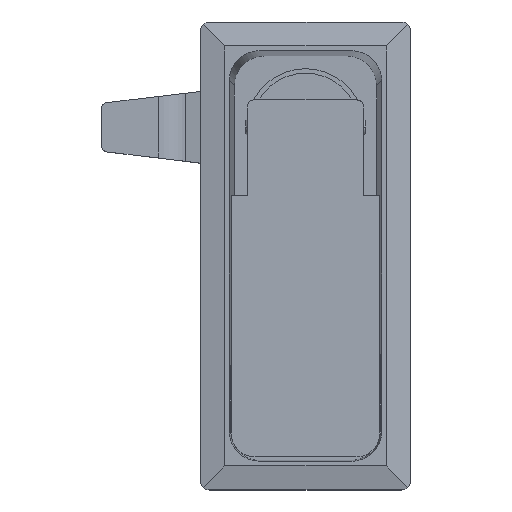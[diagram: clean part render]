
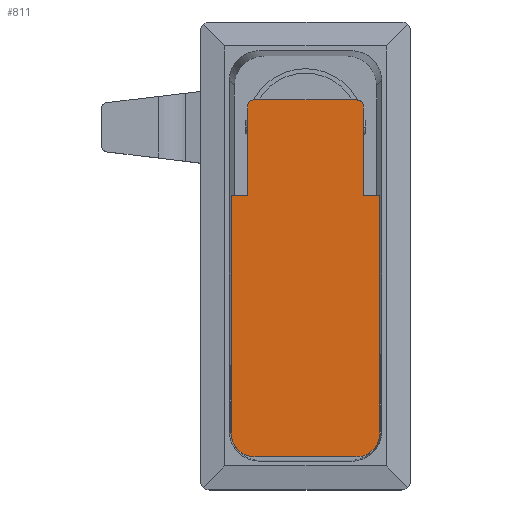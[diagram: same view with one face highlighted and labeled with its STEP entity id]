
A CAD part, top view. The second image highlights one B-rep face of the part: STEP entity #811.
In plain terms, the highlighted planar face has unit normal (0, 0, 1).
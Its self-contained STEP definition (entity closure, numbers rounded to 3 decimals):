
#683 = VERTEX_POINT ( 'NONE', #10998 ) ;
#684 = EDGE_CURVE ( 'NONE', #11861, #714, #11043, .T. ) ;
#714 = VERTEX_POINT ( 'NONE', #11032 ) ;
#732 = EDGE_LOOP ( 'NONE', ( #822, #756, #805, #7691, #853, #848, #7692, #832, #852, #7708, #817, #7700 ) ) ;
#736 = EDGE_CURVE ( 'NONE', #11837, #826, #9974, .T. ) ;
#742 = VERTEX_POINT ( 'NONE', #11135 ) ;
#756 = ORIENTED_EDGE ( 'NONE', *, *, #736, .T. ) ;
#805 = ORIENTED_EDGE ( 'NONE', *, *, #11765, .F. ) ;
#809 = VERTEX_POINT ( 'NONE', #11220 ) ;
#811 = ADVANCED_FACE ( 'NONE', ( #11256 ), #11253, .F. ) ;
#812 = EDGE_CURVE ( 'NONE', #683, #809, #11251, .T. ) ;
#817 = ORIENTED_EDGE ( 'NONE', *, *, #7707, .T. ) ;
#822 = ORIENTED_EDGE ( 'NONE', *, *, #11854, .T. ) ;
#826 = VERTEX_POINT ( 'NONE', #11250 ) ;
#832 = ORIENTED_EDGE ( 'NONE', *, *, #876, .T. ) ;
#843 = VERTEX_POINT ( 'NONE', #11275 ) ;
#848 = ORIENTED_EDGE ( 'NONE', *, *, #7702, .T. ) ;
#851 = EDGE_CURVE ( 'NONE', #843, #714, #11299, .T. ) ;
#852 = ORIENTED_EDGE ( 'NONE', *, *, #684, .T. ) ;
#853 = ORIENTED_EDGE ( 'NONE', *, *, #812, .T. ) ;
#873 = VERTEX_POINT ( 'NONE', #11333 ) ;
#876 = EDGE_CURVE ( 'NONE', #742, #11861, #11318, .T. ) ;
#2011 = DIRECTION ( 'NONE',  ( -1., 0., 0. ) ) ;
#2012 = VECTOR ( 'NONE', #2011, 1000. ) ;
#2013 = CARTESIAN_POINT ( 'NONE',  ( 12.4, -11.5, 0. ) ) ;
#2014 = LINE ( 'NONE', #2013, #2012 ) ;
#2015 = CARTESIAN_POINT ( 'NONE',  ( 9.65, 3.5, 0. ) ) ;
#2016 = CARTESIAN_POINT ( 'NONE',  ( -8.405, -55., 0. ) ) ;
#2017 = CARTESIAN_POINT ( 'NONE',  ( -10.747, -55., 0. ) ) ;
#2018 = CARTESIAN_POINT ( 'NONE',  ( -12.4, -53.347, 0. ) ) ;
#2019 = CARTESIAN_POINT ( 'NONE',  ( -12.4, -51.005, 0. ) ) ;
#2021 =( BOUNDED_CURVE ( )  B_SPLINE_CURVE ( 3, ( #2019, #2018, #2017, #2016 ),
 .UNSPECIFIED., .F., .T. ) 
 B_SPLINE_CURVE_WITH_KNOTS ( ( 4, 4 ),
 ( 5.499, 7.067 ),
 .UNSPECIFIED. ) 
 CURVE ( )  GEOMETRIC_REPRESENTATION_ITEM ( )  RATIONAL_B_SPLINE_CURVE ( ( 1., 0.805, 0.805, 1. ) ) 
 REPRESENTATION_ITEM ( '' )  );
#2022 = LINE ( 'NONE', #2050, #2049 ) ;
#2048 = DIRECTION ( 'NONE',  ( 0., 1., 0. ) ) ;
#2049 = VECTOR ( 'NONE', #2048, 1000. ) ;
#2050 = CARTESIAN_POINT ( 'NONE',  ( 9.65, -55., 0. ) ) ;
#2052 = CARTESIAN_POINT ( 'NONE',  ( 8.65, 4.5, 0. ) ) ;
#2053 = CARTESIAN_POINT ( 'NONE',  ( 9.236, 4.5, 0. ) ) ;
#2054 = CARTESIAN_POINT ( 'NONE',  ( 9.65, 4.086, 0. ) ) ;
#2055 = CARTESIAN_POINT ( 'NONE',  ( 9.65, 3.5, 0. ) ) ;
#2058 =( BOUNDED_CURVE ( )  B_SPLINE_CURVE ( 3, ( #2055, #2054, #2053, #2052 ),
 .UNSPECIFIED., .F., .T. ) 
 B_SPLINE_CURVE_WITH_KNOTS ( ( 4, 4 ),
 ( 0., 1.571 ),
 .UNSPECIFIED. ) 
 CURVE ( )  GEOMETRIC_REPRESENTATION_ITEM ( )  RATIONAL_B_SPLINE_CURVE ( ( 1., 0.805, 0.805, 1. ) ) 
 REPRESENTATION_ITEM ( '' )  );
#5931 = DIRECTION ( 'NONE',  ( 0., 1., 0. ) ) ;
#5932 = VECTOR ( 'NONE', #5931, 1000. ) ;
#5933 = CARTESIAN_POINT ( 'NONE',  ( -9.65, 4.5, 0. ) ) ;
#5934 = LINE ( 'NONE', #5933, #5932 ) ;
#6035 = CARTESIAN_POINT ( 'NONE',  ( -9.65, -11.5, 0. ) ) ;
#6091 = CARTESIAN_POINT ( 'NONE',  ( 8.65, 4.5, 0. ) ) ;
#6095 = CARTESIAN_POINT ( 'NONE',  ( -8.65, 4.5, 0. ) ) ;
#6109 = DIRECTION ( 'NONE',  ( -1., 0., 0. ) ) ;
#6110 = VECTOR ( 'NONE', #6109, 1000. ) ;
#6111 = CARTESIAN_POINT ( 'NONE',  ( -12.4, 4.5, 0. ) ) ;
#6112 = LINE ( 'NONE', #6111, #6110 ) ;
#6114 = CARTESIAN_POINT ( 'NONE',  ( 12.4, -51.005, 0. ) ) ;
#6151 = DIRECTION ( 'NONE',  ( 1., 0., 0. ) ) ;
#6152 = VECTOR ( 'NONE', #6151, 1000. ) ;
#6153 = CARTESIAN_POINT ( 'NONE',  ( 12.4, -55., 0. ) ) ;
#6154 = LINE ( 'NONE', #6153, #6152 ) ;
#7691 = ORIENTED_EDGE ( 'NONE', *, *, #7703, .T. ) ;
#7692 = ORIENTED_EDGE ( 'NONE', *, *, #11863, .T. ) ;
#7700 = ORIENTED_EDGE ( 'NONE', *, *, #7706, .T. ) ;
#7702 = EDGE_CURVE ( 'NONE', #809, #873, #2021, .T. ) ;
#7703 = EDGE_CURVE ( 'NONE', #11801, #683, #2014, .T. ) ;
#7705 = VERTEX_POINT ( 'NONE', #2015 ) ;
#7706 = EDGE_CURVE ( 'NONE', #7705, #11830, #2058, .T. ) ;
#7707 = EDGE_CURVE ( 'NONE', #843, #7705, #2022, .T. ) ;
#7708 = ORIENTED_EDGE ( 'NONE', *, *, #851, .F. ) ;
#9974 =( BOUNDED_CURVE ( )  B_SPLINE_CURVE ( 3, ( #10856, #10863, #10859, #10860 ),
 .UNSPECIFIED., .F., .F. ) 
 B_SPLINE_CURVE_WITH_KNOTS ( ( 4, 4 ),
 ( 1.571, 3.142 ),
 .UNSPECIFIED. ) 
 CURVE ( )  GEOMETRIC_REPRESENTATION_ITEM ( )  RATIONAL_B_SPLINE_CURVE ( ( 1., 0.805, 0.805, 1. ) ) 
 REPRESENTATION_ITEM ( '' )  );
#10856 = CARTESIAN_POINT ( 'NONE',  ( -8.65, 4.5, 0. ) ) ;
#10859 = CARTESIAN_POINT ( 'NONE',  ( -9.65, 4.086, 0. ) ) ;
#10860 = CARTESIAN_POINT ( 'NONE',  ( -9.65, 3.5, 0. ) ) ;
#10863 = CARTESIAN_POINT ( 'NONE',  ( -9.236, 4.5, 0. ) ) ;
#10998 = CARTESIAN_POINT ( 'NONE',  ( -12.4, -11.5, 0. ) ) ;
#11032 = CARTESIAN_POINT ( 'NONE',  ( 12.4, -11.5, 0. ) ) ;
#11040 = DIRECTION ( 'NONE',  ( 0., 1., 0. ) ) ;
#11041 = VECTOR ( 'NONE', #11040, 1000. ) ;
#11042 = CARTESIAN_POINT ( 'NONE',  ( 12.4, 4.5, 0. ) ) ;
#11043 = LINE ( 'NONE', #11042, #11041 ) ;
#11135 = CARTESIAN_POINT ( 'NONE',  ( 8.405, -55., 0. ) ) ;
#11198 = CARTESIAN_POINT ( 'NONE',  ( 12.4, -55., 0. ) ) ;
#11206 = AXIS2_PLACEMENT_3D ( 'NONE', #11198, #11249, #11248 ) ;
#11220 = CARTESIAN_POINT ( 'NONE',  ( -12.4, -51.005, 0. ) ) ;
#11243 = DIRECTION ( 'NONE',  ( 0., -1., 0. ) ) ;
#11244 = VECTOR ( 'NONE', #11243, 1000. ) ;
#11245 = CARTESIAN_POINT ( 'NONE',  ( -12.4, -55., 0. ) ) ;
#11248 = DIRECTION ( 'NONE',  ( -1., 0., 0. ) ) ;
#11249 = DIRECTION ( 'NONE',  ( 0., 0., -1. ) ) ;
#11250 = CARTESIAN_POINT ( 'NONE',  ( -9.65, 3.5, 0. ) ) ;
#11251 = LINE ( 'NONE', #11245, #11244 ) ;
#11253 = PLANE ( 'NONE',  #11206 ) ;
#11256 = FACE_OUTER_BOUND ( 'NONE', #732, .T. ) ;
#11275 = CARTESIAN_POINT ( 'NONE',  ( 9.65, -11.5, 0. ) ) ;
#11296 = DIRECTION ( 'NONE',  ( 1., 0., 0. ) ) ;
#11297 = VECTOR ( 'NONE', #11296, 1000. ) ;
#11298 = CARTESIAN_POINT ( 'NONE',  ( 17.5, -11.5, 0. ) ) ;
#11299 = LINE ( 'NONE', #11298, #11297 ) ;
#11314 = CARTESIAN_POINT ( 'NONE',  ( 12.4, -51.005, 0. ) ) ;
#11315 = CARTESIAN_POINT ( 'NONE',  ( 12.4, -53.347, 0. ) ) ;
#11316 = CARTESIAN_POINT ( 'NONE',  ( 10.747, -55., 0. ) ) ;
#11317 = CARTESIAN_POINT ( 'NONE',  ( 8.405, -55., 0. ) ) ;
#11318 =( BOUNDED_CURVE ( )  B_SPLINE_CURVE ( 3, ( #11317, #11316, #11315, #11314 ),
 .UNSPECIFIED., .F., .T. ) 
 B_SPLINE_CURVE_WITH_KNOTS ( ( 4, 4 ),
 ( 5.499, 7.067 ),
 .UNSPECIFIED. ) 
 CURVE ( )  GEOMETRIC_REPRESENTATION_ITEM ( )  RATIONAL_B_SPLINE_CURVE ( ( 1., 0.805, 0.805, 1. ) ) 
 REPRESENTATION_ITEM ( '' )  );
#11333 = CARTESIAN_POINT ( 'NONE',  ( -8.405, -55., 0. ) ) ;
#11765 = EDGE_CURVE ( 'NONE', #11801, #826, #5934, .T. ) ;
#11801 = VERTEX_POINT ( 'NONE', #6035 ) ;
#11830 = VERTEX_POINT ( 'NONE', #6091 ) ;
#11837 = VERTEX_POINT ( 'NONE', #6095 ) ;
#11854 = EDGE_CURVE ( 'NONE', #11830, #11837, #6112, .T. ) ;
#11861 = VERTEX_POINT ( 'NONE', #6114 ) ;
#11863 = EDGE_CURVE ( 'NONE', #873, #742, #6154, .T. ) ;
